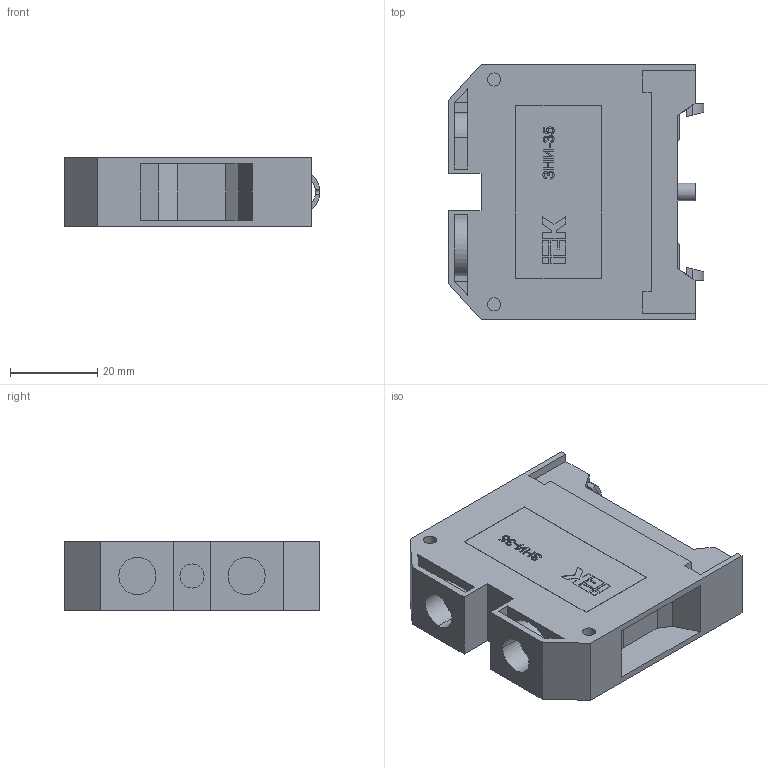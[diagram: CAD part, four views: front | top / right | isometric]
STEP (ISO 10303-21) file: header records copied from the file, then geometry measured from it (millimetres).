
FILE_DESCRIPTION (( 'STEP AP203' ), '1' );
FILE_NAME ('YZN20-035-K52 Çàæèì íàáîðíûé ÇÍÈ-35PEN 35ìì2 (JXB-çåìëÿ) ÈÝÊ.STEP', '2016-08-24T07:47:51', ( '' ), ( '' ), 'SwSTEP 2.0', 'SolidWorks 2014', '' );
FILE_SCHEMA (( 'CONFIG_CONTROL_DESIGN' ));
Length unit declared in the file: millimetre
Products named in the file (1): YZN20-035-K52 Çàæèì íàáîðíûé ÇÍÈ-35PEN 35ìì2 (JXB-çåìëÿ) ÈÝÊ
Bounding box: 58.5 x 58.5 x 16 mm (x, y, z)
Volume: 39269.8 mm3; surface area: 13667.1 mm2
Topology: 1 solids, 5 shells, 337 faces, 890 edges, 588 vertices
Faces by surface type: plane 273, bspline 34, cylinder 30
Entity records: 12341 total; most frequent: CARTESIAN_POINT 4098, ORIENTED_EDGE 1780, DIRECTION 1486, EDGE_CURVE 890, LINE 750, VECTOR 750, VERTEX_POINT 588, AXIS2_PLACEMENT_3D 368
